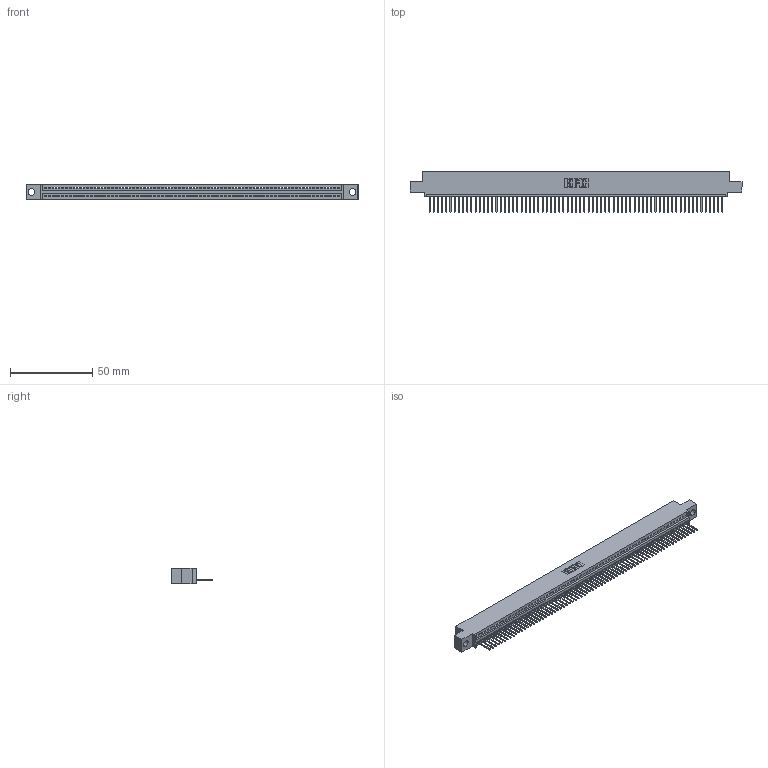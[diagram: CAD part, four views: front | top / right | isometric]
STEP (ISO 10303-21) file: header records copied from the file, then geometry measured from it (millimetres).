
FILE_DESCRIPTION (( 'STEP AP203' ), '1' );
FILE_NAME ('345-071-523-404.STEP', '2019-10-12T21:40:53', ( '' ), ( '' ), 'SwSTEP 2.0', 'SolidWorks 2016', '' );
FILE_SCHEMA (( 'CONFIG_CONTROL_DESIGN' ));
Length unit declared in the file: inch
Products named in the file (3): 345-071-523-404; 345-292-001_345-293-123; 345 Part_0.110 Offset - 0.156 Dia-TH
Assembly tree (72 placements, depth 2):
  345-071-523-404
    345 Part_0.110 Offset - 0.156 Dia-TH
    345-292-001_345-293-123  x71
Bounding box: 201.55 x 24.82 x 9.4 mm (x, y, z)
Volume: 19192.2 mm3; surface area: 25866.8 mm2
Topology: 72 solids, 72 shells, 4248 faces, 12849 edges, 8470 vertices
Faces by surface type: plane 2924, cylinder 1324
Entity records: 49685 total; most frequent: ORIENTED_EDGE 8618, CARTESIAN_POINT 8613, DIRECTION 7479, EDGE_CURVE 4309, VECTOR 3893, LINE 3893, VERTEX_POINT 2870, AXIS2_PLACEMENT_3D 1793
